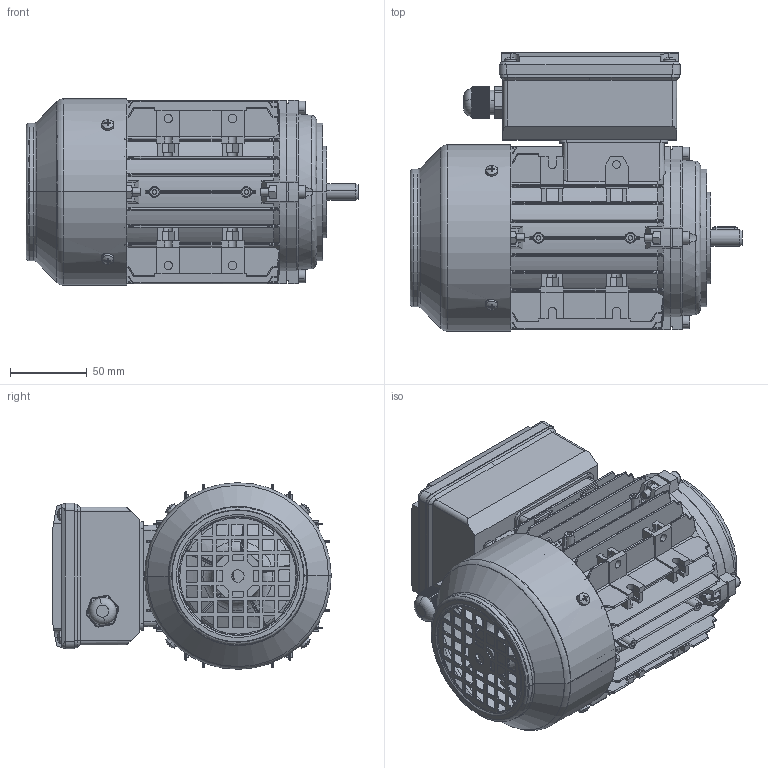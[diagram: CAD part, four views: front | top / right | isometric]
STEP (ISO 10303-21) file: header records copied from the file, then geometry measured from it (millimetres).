
FILE_DESCRIPTION (( 'STEP AP203' ), '1' );
FILE_NAME ('MY2 63 B14 臏源.STEP', '2024-09-05T08:21:29', ( '' ), ( '' ), 'SwSTEP 2.0', 'SolidWorks 2023', '' );
FILE_SCHEMA (( 'CONFIG_CONTROL_DESIGN' ));
Length unit declared in the file: millimetre
Products named in the file (16): TAN63 转轴; cross recessed thread forming screws gb_GB_CROSS_SCREWS_TYPE138 M4X10-N; M16x1.5螺套; plain parallel keys_GB_CONNECTING_PIECE_KEYS_CSK 4X16; cross recessed pan head screws gb_GB_CROSS_SCREWS_TYPE1 M4X12-12  H type-N; TAN63 B14盖; (MY2 63-71)MY63-71接线盒盖(铝) 方; (MY2 63-71)MY63-71接线盒总成M16 (铝) 方; MS63 风叶; TAN63 机壳; (MY2 63-71)MY63-71接线盒座(铝) 方; hexagon socket head cap screws gb_GB_FASTENER_SCREWS_HSHCS M5X25-N; TA63风罩; TAN63 后盖; hexagon nuts grade c gb_GB_FASTENER_NUT_SNC1 M5-N; MY2 63 B14 铝方
Assembly tree (35 placements, depth 3):
  MY2 63 B14 铝方
    TAN63 机壳
    TAN63 后盖
    MS63 风叶
    TA63风罩
    TAN63 转轴
    cross recessed thread forming screws gb_GB_CROSS_SCREWS_TYPE138 M4X10-N  x4
    plain parallel keys_GB_CONNECTING_PIECE_KEYS_CSK 4X16
    hexagon nuts grade c gb_GB_FASTENER_NUT_SNC1 M5-N  x8
    hexagon socket head cap screws gb_GB_FASTENER_SCREWS_HSHCS M5X25-N  x8
    TAN63 B14盖
    (MY2 63-71)MY63-71接线盒总成M16 (铝) 方
      (MY2 63-71)MY63-71接线盒座(铝) 方
      (MY2 63-71)MY63-71接线盒盖(铝) 方
      cross recessed pan head screws gb_GB_CROSS_SCREWS_TYPE1 M4X12-12  H type-N  x4
      M16x1.5螺套
Bounding box: 217 x 182 x 122 mm (x, y, z)
Volume: 497616.4 mm3; surface area: 419178.7 mm2
Topology: 34 solids, 34 shells, 3792 faces, 9955 edges, 6294 vertices
Faces by surface type: plane 1834, cylinder 972, bspline 494, cone 297, torus 167, sphere 28
Entity records: 120813 total; most frequent: CARTESIAN_POINT 39679, ORIENTED_EDGE 17790, DIRECTION 14859, EDGE_CURVE 8895, VERTEX_POINT 5659, AXIS2_PLACEMENT_3D 5200, LINE 4459, VECTOR 4459
